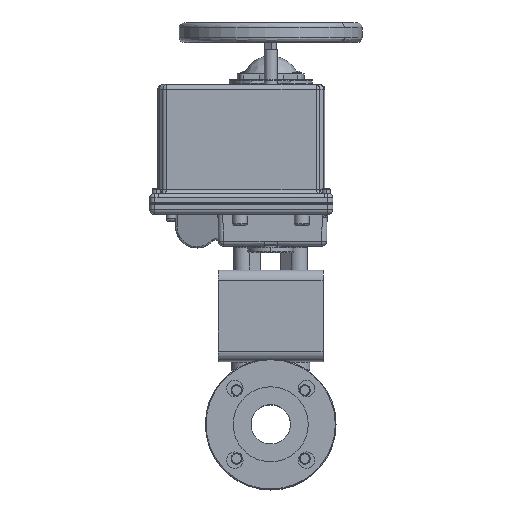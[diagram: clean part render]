
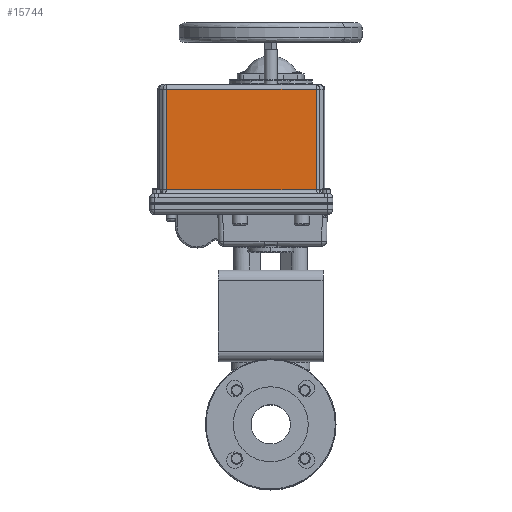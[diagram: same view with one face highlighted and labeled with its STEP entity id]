
A CAD part, top view. The second image highlights one B-rep face of the part: STEP entity #15744.
In plain terms, the highlighted planar face has unit normal (0, 0, 1).
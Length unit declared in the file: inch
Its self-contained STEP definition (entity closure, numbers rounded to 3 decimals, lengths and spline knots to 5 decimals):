
#1187 = FACE_OUTER_BOUND ( 'NONE', #5137, .T. ) ;
#3698 = DIRECTION ( 'NONE',  ( 0., -1., 0. ) ) ;
#4140 = ORIENTED_EDGE ( 'NONE', *, *, #46710, .F. ) ;
#5137 = EDGE_LOOP ( 'NONE', ( #4140, #39268, #40458, #16603 ) ) ;
#5600 = CARTESIAN_POINT ( 'NONE',  ( -3.98592, 8.9595, 4.06641 ) ) ;
#7995 = VECTOR ( 'NONE', #15735, 39.37008 ) ;
#8178 = EDGE_CURVE ( 'NONE', #38764, #43159, #30850, .T. ) ;
#8797 = LINE ( 'NONE', #39734, #46155 ) ;
#12273 = CARTESIAN_POINT ( 'NONE',  ( 2.06641, 12.9895, 4.06641 ) ) ;
#12733 = DIRECTION ( 'NONE',  ( 0., 0., -1. ) ) ;
#14036 = AXIS2_PLACEMENT_3D ( 'NONE', #12273, #12733, #38014 ) ;
#14334 = EDGE_CURVE ( 'NONE', #18794, #16220, #39572, .T. ) ;
#15735 = DIRECTION ( 'NONE',  ( 0., 1., 0. ) ) ;
#15744 = ADVANCED_FACE ( 'NONE', ( #1187 ), #27123, .F. ) ;
#16220 = VERTEX_POINT ( 'NONE', #40956 ) ;
#16603 = ORIENTED_EDGE ( 'NONE', *, *, #8178, .F. ) ;
#18792 = LINE ( 'NONE', #20280, #7995 ) ;
#18794 = VERTEX_POINT ( 'NONE', #5600 ) ;
#19753 = CARTESIAN_POINT ( 'NONE',  ( 1.73875, 12.802, 4.06641 ) ) ;
#19888 = CARTESIAN_POINT ( 'NONE',  ( 2.06641, 8.9595, 4.06641 ) ) ;
#20280 = CARTESIAN_POINT ( 'NONE',  ( -3.98592, 12.9895, 4.06641 ) ) ;
#20389 = EDGE_CURVE ( 'NONE', #43159, #16220, #8797, .T. ) ;
#26812 = CARTESIAN_POINT ( 'NONE',  ( -3.98592, 12.802, 4.06641 ) ) ;
#27123 = PLANE ( 'NONE',  #14036 ) ;
#29423 = CARTESIAN_POINT ( 'NONE',  ( 2.06641, 12.802, 4.06641 ) ) ;
#29975 = VECTOR ( 'NONE', #30635, 39.37008 ) ;
#30635 = DIRECTION ( 'NONE',  ( 1., 0., 0. ) ) ;
#30850 = LINE ( 'NONE', #29423, #39334 ) ;
#38014 = DIRECTION ( 'NONE',  ( -1., 0., 0. ) ) ;
#38764 = VERTEX_POINT ( 'NONE', #26812 ) ;
#39268 = ORIENTED_EDGE ( 'NONE', *, *, #14334, .T. ) ;
#39334 = VECTOR ( 'NONE', #40326, 39.37008 ) ;
#39572 = LINE ( 'NONE', #19888, #29975 ) ;
#39734 = CARTESIAN_POINT ( 'NONE',  ( 1.73875, 12.9895, 4.06641 ) ) ;
#40326 = DIRECTION ( 'NONE',  ( 1., 0., 0. ) ) ;
#40458 = ORIENTED_EDGE ( 'NONE', *, *, #20389, .F. ) ;
#40956 = CARTESIAN_POINT ( 'NONE',  ( 1.73875, 8.9595, 4.06641 ) ) ;
#43159 = VERTEX_POINT ( 'NONE', #19753 ) ;
#46155 = VECTOR ( 'NONE', #3698, 39.37008 ) ;
#46710 = EDGE_CURVE ( 'NONE', #18794, #38764, #18792, .T. ) ;
